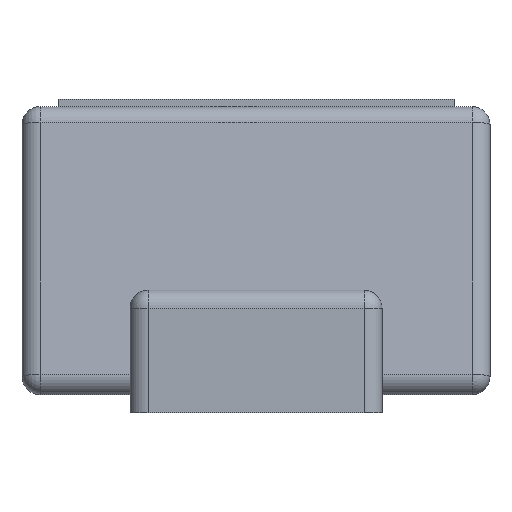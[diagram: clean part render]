
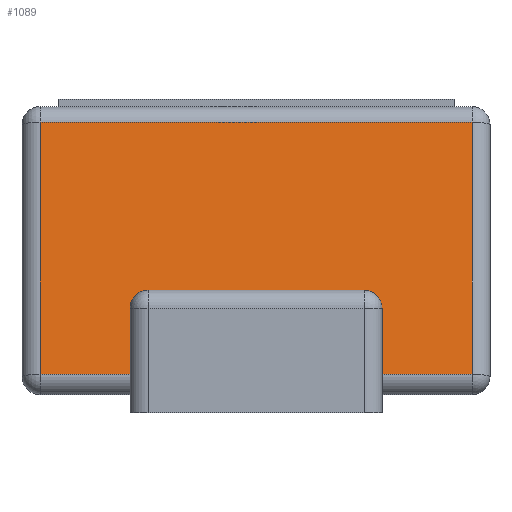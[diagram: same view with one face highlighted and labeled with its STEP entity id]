
A CAD part, left-side view. The second image highlights one B-rep face of the part: STEP entity #1089.
In plain terms, the highlighted planar face has unit normal (-0.992, 0, 0.124).
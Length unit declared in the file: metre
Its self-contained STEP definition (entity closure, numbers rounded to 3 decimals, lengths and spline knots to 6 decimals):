
#10=ELLIPSE('',#1236,0.000025,0.000025);
#11=ELLIPSE('',#1237,0.000025,0.000025);
#279=ORIENTED_EDGE('',*,*,#523,.F.);
#280=ORIENTED_EDGE('',*,*,#524,.T.);
#281=ORIENTED_EDGE('',*,*,#525,.T.);
#282=ORIENTED_EDGE('',*,*,#526,.T.);
#283=ORIENTED_EDGE('',*,*,#527,.T.);
#284=ORIENTED_EDGE('',*,*,#495,.T.);
#285=ORIENTED_EDGE('',*,*,#528,.T.);
#286=ORIENTED_EDGE('',*,*,#529,.F.);
#287=ORIENTED_EDGE('',*,*,#530,.F.);
#288=ORIENTED_EDGE('',*,*,#531,.F.);
#495=EDGE_CURVE('',#626,#625,#722,.F.);
#523=EDGE_CURVE('',#651,#652,#747,.T.);
#524=EDGE_CURVE('',#651,#653,#748,.F.);
#525=EDGE_CURVE('',#653,#654,#749,.F.);
#526=EDGE_CURVE('',#654,#655,#750,.F.);
#527=EDGE_CURVE('',#655,#626,#751,.F.);
#528=EDGE_CURVE('',#625,#656,#752,.T.);
#529=EDGE_CURVE('',#657,#656,#10,.T.);
#530=EDGE_CURVE('',#658,#657,#753,.T.);
#531=EDGE_CURVE('',#652,#658,#11,.T.);
#625=VERTEX_POINT('',#1812);
#626=VERTEX_POINT('',#1814);
#651=VERTEX_POINT('',#1873);
#652=VERTEX_POINT('',#1874);
#653=VERTEX_POINT('',#1876);
#654=VERTEX_POINT('',#1878);
#655=VERTEX_POINT('',#1880);
#656=VERTEX_POINT('',#1883);
#657=VERTEX_POINT('',#1885);
#658=VERTEX_POINT('',#1887);
#722=LINE('',#1813,#822);
#747=LINE('',#1872,#847);
#748=LINE('',#1875,#848);
#749=LINE('',#1877,#849);
#750=LINE('',#1879,#850);
#751=LINE('',#1881,#851);
#752=LINE('',#1882,#852);
#753=LINE('',#1886,#853);
#822=VECTOR('',#1464,1.);
#847=VECTOR('',#1507,1.);
#848=VECTOR('',#1508,1.);
#849=VECTOR('',#1509,1.);
#850=VECTOR('',#1510,1.);
#851=VECTOR('',#1511,1.);
#852=VECTOR('',#1512,1.);
#853=VECTOR('',#1515,1.);
#913=EDGE_LOOP('',(#279,#280,#281,#282,#283,#284,#285,#286,#287,#288));
#985=FACE_BOUND('',#913,.T.);
#1041=PLANE('',#1235);
#1089=ADVANCED_FACE('',(#985),#1041,.T.);
#1235=AXIS2_PLACEMENT_3D('',#1871,#1505,#1506);
#1236=AXIS2_PLACEMENT_3D('',#1884,#1513,#1514);
#1237=AXIS2_PLACEMENT_3D('',#1888,#1516,#1517);
#1464=DIRECTION('',(0.,1.,0.));
#1505=DIRECTION('',(-0.992,0.,0.124));
#1506=DIRECTION('',(0.,1.,0.));
#1507=DIRECTION('',(0.124,0.,0.992));
#1508=DIRECTION('',(0.,1.,0.));
#1509=DIRECTION('',(-0.124,0.,-0.992));
#1510=DIRECTION('',(0.,-1.,0.));
#1511=DIRECTION('',(0.124,0.,0.992));
#1512=DIRECTION('',(0.124,0.,0.992));
#1513=DIRECTION('',(-0.992,0.,0.124));
#1514=DIRECTION('',(-0.124,0.,-0.992));
#1515=DIRECTION('',(0.,1.,0.));
#1516=DIRECTION('',(-0.992,0.,0.124));
#1517=DIRECTION('',(0.124,0.,0.992));
#1812=CARTESIAN_POINT('',(-0.000396,0.000175,0.000053));
#1813=CARTESIAN_POINT('',(-0.000396,-0.000325,0.000053));
#1814=CARTESIAN_POINT('',(-0.000396,0.0003,0.000053));
#1871=CARTESIAN_POINT('',(-0.00035,0.,0.000425));
#1872=CARTESIAN_POINT('',(-0.00035,-0.000175,0.000425));
#1873=CARTESIAN_POINT('',(-0.000396,-0.000175,0.000053));
#1874=CARTESIAN_POINT('',(-0.000385,-0.000175,0.000145));
#1875=CARTESIAN_POINT('',(-0.000396,-0.000325,0.000053));
#1876=CARTESIAN_POINT('',(-0.000396,-0.0003,0.000053));
#1877=CARTESIAN_POINT('',(-0.00035,-0.0003,0.000425));
#1878=CARTESIAN_POINT('',(-0.000353,-0.0003,0.000403));
#1879=CARTESIAN_POINT('',(-0.000353,0.,0.000403));
#1880=CARTESIAN_POINT('',(-0.000353,0.0003,0.000403));
#1881=CARTESIAN_POINT('',(-0.00035,0.0003,0.000425));
#1882=CARTESIAN_POINT('',(-0.00035,0.000175,0.000425));
#1883=CARTESIAN_POINT('',(-0.000385,0.000175,0.000145));
#1884=CARTESIAN_POINT('',(-0.000385,0.00015,0.000145));
#1885=CARTESIAN_POINT('',(-0.000382,0.00015,0.00017));
#1886=CARTESIAN_POINT('',(-0.000382,0.,0.00017));
#1887=CARTESIAN_POINT('',(-0.000382,-0.00015,0.00017));
#1888=CARTESIAN_POINT('',(-0.000385,-0.00015,0.000145));
